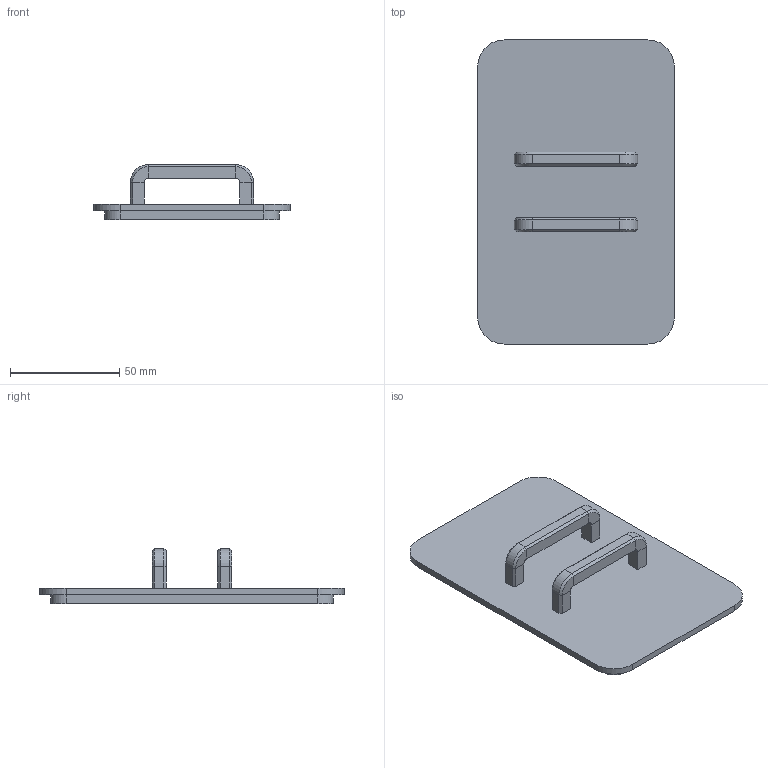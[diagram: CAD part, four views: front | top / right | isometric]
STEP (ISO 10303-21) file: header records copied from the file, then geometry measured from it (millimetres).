
FILE_DESCRIPTION (( 'STEP AP203' ), '1' );
FILE_NAME ('D3-Door.STEP', '2018-10-24T01:22:21', ( '' ), ( '' ), 'SwSTEP 2.0', 'SolidWorks 2017', '' );
FILE_SCHEMA (( 'CONFIG_CONTROL_DESIGN' ));
Length unit declared in the file: millimetre
Products named in the file (1): D3-Door
Bounding box: 89.8 x 139 x 25.18 mm (x, y, z)
Volume: 83353.7 mm3; surface area: 31536.9 mm2
Topology: 1 solids, 1 shells, 97 faces, 216 edges, 128 vertices
Faces by surface type: plane 61, cylinder 28, cone 8
Entity records: 2715 total; most frequent: DIRECTION 476, CARTESIAN_POINT 442, ORIENTED_EDGE 432, EDGE_CURVE 216, AXIS2_PLACEMENT_3D 162, LINE 152, VECTOR 152, VERTEX_POINT 128
